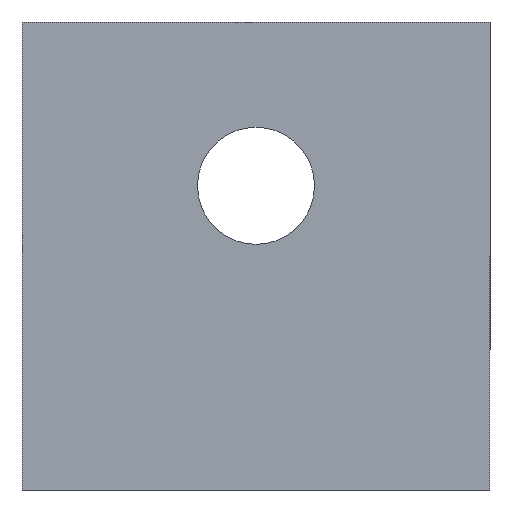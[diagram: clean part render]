
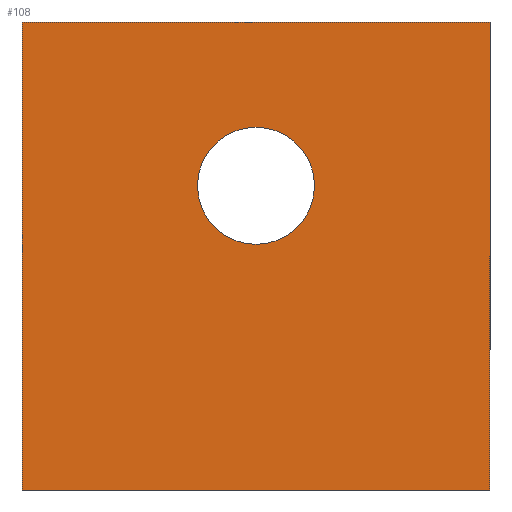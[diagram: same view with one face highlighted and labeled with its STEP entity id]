
A CAD part, front view. The second image highlights one B-rep face of the part: STEP entity #108.
In plain terms, the highlighted planar face has unit normal (0, -1, 0).
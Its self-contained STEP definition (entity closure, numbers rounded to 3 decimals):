
#2 = ORIENTED_EDGE ( 'NONE', *, *, #300, .F. ) ;
#4 = CARTESIAN_POINT ( 'NONE',  ( 0., 0., 0. ) ) ;
#5 = VERTEX_POINT ( 'NONE', #274 ) ;
#7 = LINE ( 'NONE', #14, #239 ) ;
#14 = CARTESIAN_POINT ( 'NONE',  ( -5., 0., -5. ) ) ;
#16 = LINE ( 'NONE', #80, #192 ) ;
#18 = DIRECTION ( 'NONE',  ( 1., 0., 0. ) ) ;
#33 = VECTOR ( 'NONE', #319, 1000. ) ;
#48 = VERTEX_POINT ( 'NONE', #94 ) ;
#51 = ORIENTED_EDGE ( 'NONE', *, *, #183, .F. ) ;
#52 = CARTESIAN_POINT ( 'NONE',  ( 0., 0., 1.5 ) ) ;
#54 = AXIS2_PLACEMENT_3D ( 'NONE', #52, #159, #311 ) ;
#62 = LINE ( 'NONE', #289, #318 ) ;
#80 = CARTESIAN_POINT ( 'NONE',  ( 5., 0., -5. ) ) ;
#86 = LINE ( 'NONE', #241, #33 ) ;
#89 = DIRECTION ( 'NONE',  ( 0., 1., 0. ) ) ;
#92 = PLANE ( 'NONE',  #235 ) ;
#94 = CARTESIAN_POINT ( 'NONE',  ( -5., 0., -5. ) ) ;
#101 = DIRECTION ( 'NONE',  ( 0., 0., -1. ) ) ;
#106 = DIRECTION ( 'NONE',  ( -1., 0., 0. ) ) ;
#108 = ADVANCED_FACE ( 'NONE', ( #200, #228 ), #92, .F. ) ;
#121 = ORIENTED_EDGE ( 'NONE', *, *, #177, .T. ) ;
#125 = EDGE_LOOP ( 'NONE', ( #121 ) ) ;
#137 = CARTESIAN_POINT ( 'NONE',  ( -5., 0., 5. ) ) ;
#153 = ORIENTED_EDGE ( 'NONE', *, *, #283, .F. ) ;
#159 = DIRECTION ( 'NONE',  ( 0., 1., 0. ) ) ;
#172 = EDGE_CURVE ( 'NONE', #5, #48, #7, .T. ) ;
#177 = EDGE_CURVE ( 'NONE', #238, #238, #196, .T. ) ;
#183 = EDGE_CURVE ( 'NONE', #233, #5, #16, .T. ) ;
#192 = VECTOR ( 'NONE', #101, 1000. ) ;
#196 = CIRCLE ( 'NONE', #54, 1.25 ) ;
#197 = DIRECTION ( 'NONE',  ( 0., 0., 1. ) ) ;
#198 = EDGE_LOOP ( 'NONE', ( #2, #207, #51, #153 ) ) ;
#199 = VERTEX_POINT ( 'NONE', #137 ) ;
#200 = FACE_BOUND ( 'NONE', #125, .T. ) ;
#207 = ORIENTED_EDGE ( 'NONE', *, *, #172, .F. ) ;
#228 = FACE_OUTER_BOUND ( 'NONE', #198, .T. ) ;
#233 = VERTEX_POINT ( 'NONE', #286 ) ;
#235 = AXIS2_PLACEMENT_3D ( 'NONE', #4, #89, #197 ) ;
#238 = VERTEX_POINT ( 'NONE', #287 ) ;
#239 = VECTOR ( 'NONE', #106, 1000. ) ;
#241 = CARTESIAN_POINT ( 'NONE',  ( -5., 0., -5. ) ) ;
#274 = CARTESIAN_POINT ( 'NONE',  ( 5., 0., -5. ) ) ;
#283 = EDGE_CURVE ( 'NONE', #199, #233, #62, .T. ) ;
#286 = CARTESIAN_POINT ( 'NONE',  ( 5., 0., 5. ) ) ;
#287 = CARTESIAN_POINT ( 'NONE',  ( 0., 0., 2.75 ) ) ;
#289 = CARTESIAN_POINT ( 'NONE',  ( -5., 0., 5. ) ) ;
#300 = EDGE_CURVE ( 'NONE', #48, #199, #86, .T. ) ;
#311 = DIRECTION ( 'NONE',  ( 0., 0., 1. ) ) ;
#318 = VECTOR ( 'NONE', #18, 1000. ) ;
#319 = DIRECTION ( 'NONE',  ( 0., 0., 1. ) ) ;
